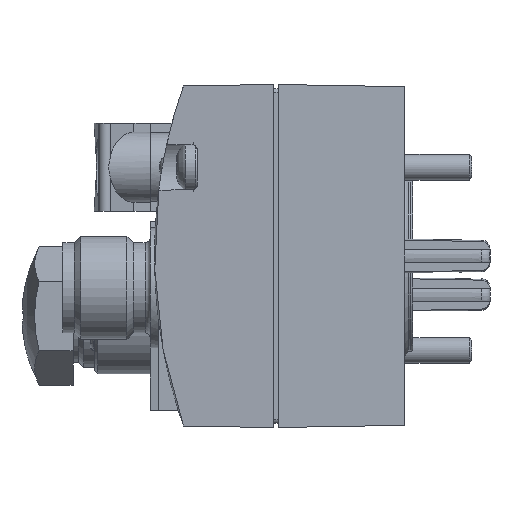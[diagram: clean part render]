
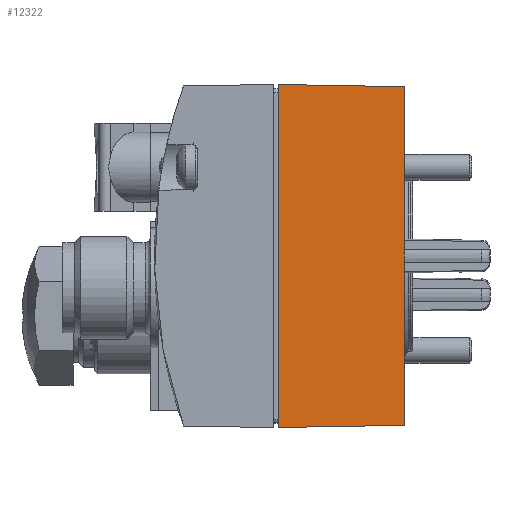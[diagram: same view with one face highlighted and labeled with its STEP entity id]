
A CAD part, left-side view. The second image highlights one B-rep face of the part: STEP entity #12322.
In plain terms, the highlighted planar face has unit normal (-1, -0.018, 0).
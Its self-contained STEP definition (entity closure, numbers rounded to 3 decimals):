
#155=PLANE('',#13005);
#1174=ORIENTED_EDGE('',*,*,#3742,.T.);
#1175=ORIENTED_EDGE('',*,*,#3749,.T.);
#1176=ORIENTED_EDGE('',*,*,#3748,.T.);
#1177=ORIENTED_EDGE('',*,*,#3750,.F.);
#3742=EDGE_CURVE('',#5022,#5020,#5829,.T.);
#3748=EDGE_CURVE('',#5025,#5027,#5835,.T.);
#3749=EDGE_CURVE('',#5020,#5025,#5836,.T.);
#3750=EDGE_CURVE('',#5022,#5027,#5837,.T.);
#5020=VERTEX_POINT('',#17157);
#5022=VERTEX_POINT('',#17160);
#5025=VERTEX_POINT('',#17167);
#5027=VERTEX_POINT('',#17171);
#5829=LINE('',#17159,#6650);
#5835=LINE('',#17172,#6656);
#5836=LINE('',#17174,#6657);
#5837=LINE('',#17175,#6658);
#6650=VECTOR('',#14107,1000.);
#6656=VECTOR('',#14115,1000.);
#6657=VECTOR('',#14118,1000.);
#6658=VECTOR('',#14119,1000.);
#7467=EDGE_LOOP('',(#1174,#1175,#1176,#1177));
#8251=FACE_BOUND('',#7467,.T.);
#12322=ADVANCED_FACE('',(#8251),#155,.T.);
#13005=AXIS2_PLACEMENT_3D('',#17173,#14116,#14117);
#14107=DIRECTION('',(-0.017,1.,0.017));
#14115=DIRECTION('',(0.017,-1.,0.017));
#14116=DIRECTION('',(-1.,-0.017,0.));
#14117=DIRECTION('',(0.017,-1.,0.));
#14118=DIRECTION('',(0.,0.,-1.));
#14119=DIRECTION('',(0.,0.,-1.));
#17157=CARTESIAN_POINT('',(-45.491,14.7,19.991));
#17159=CARTESIAN_POINT('',(-45.472,13.613,19.972));
#17160=CARTESIAN_POINT('',(-45.235,0.,19.735));
#17167=CARTESIAN_POINT('',(-45.491,14.7,-19.991));
#17171=CARTESIAN_POINT('',(-45.235,0.,-19.735));
#17172=CARTESIAN_POINT('',(-45.207,-1.583,-19.707));
#17173=CARTESIAN_POINT('',(-45.235,0.,25.));
#17174=CARTESIAN_POINT('',(-45.491,14.7,25.));
#17175=CARTESIAN_POINT('',(-45.235,0.,25.));
